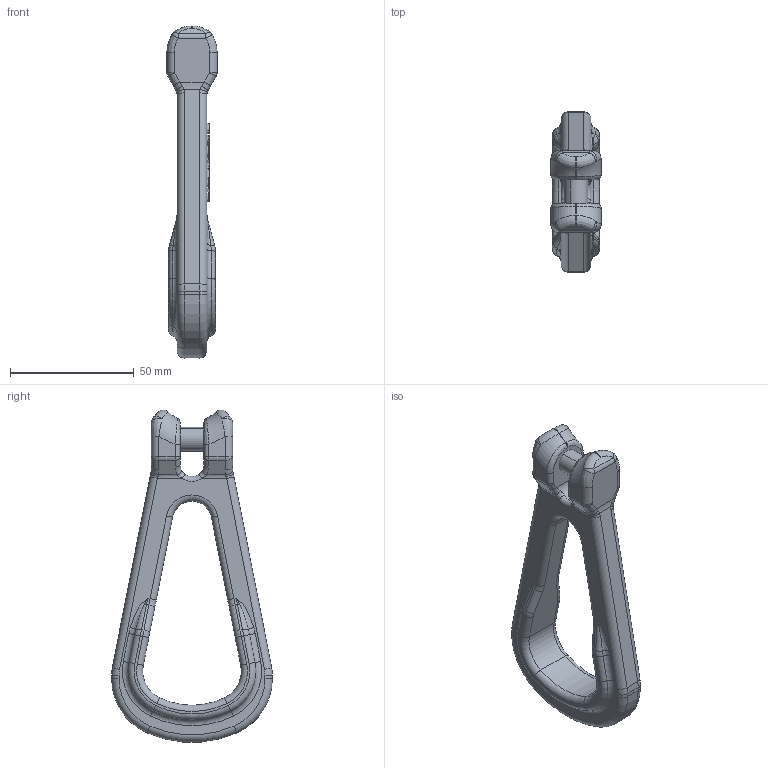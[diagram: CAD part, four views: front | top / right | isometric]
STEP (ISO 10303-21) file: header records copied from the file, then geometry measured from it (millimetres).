
FILE_DESCRIPTION(('CATIA V5 STEP Exchange'),'2;1');
FILE_NAME('8-059-07.stp','2014-10-15T01:18:26+00:00',('none'),('none'),'CATIA Version 5 Release 21 GA (IN-10)','CATIA V5 STEP AP214','none');
FILE_SCHEMA(('AUTOMOTIVE_DESIGN { 1 0 10303 214 1 1 1 1 }'));
Length unit declared in the file: millimetre
Products named in the file (1): 8-059-07
Bounding box: 20.3 x 65 x 134.2 mm (x, y, z)
Volume: 51999.6 mm3; surface area: 15318.7 mm2
Topology: 1 solids, 1 shells, 755 faces, 2067 edges, 1318 vertices
Faces by surface type: plane 561, cylinder 86, torus 56, bspline 44, sphere 8
Entity records: 25987 total; most frequent: CARTESIAN_POINT 7473, ORIENTED_EDGE 4110, DIRECTION 3299, EDGE_CURVE 2055, VECTOR 1685, LINE 1685, VERTEX_POINT 1318, AXIS2_PLACEMENT_3D 918
